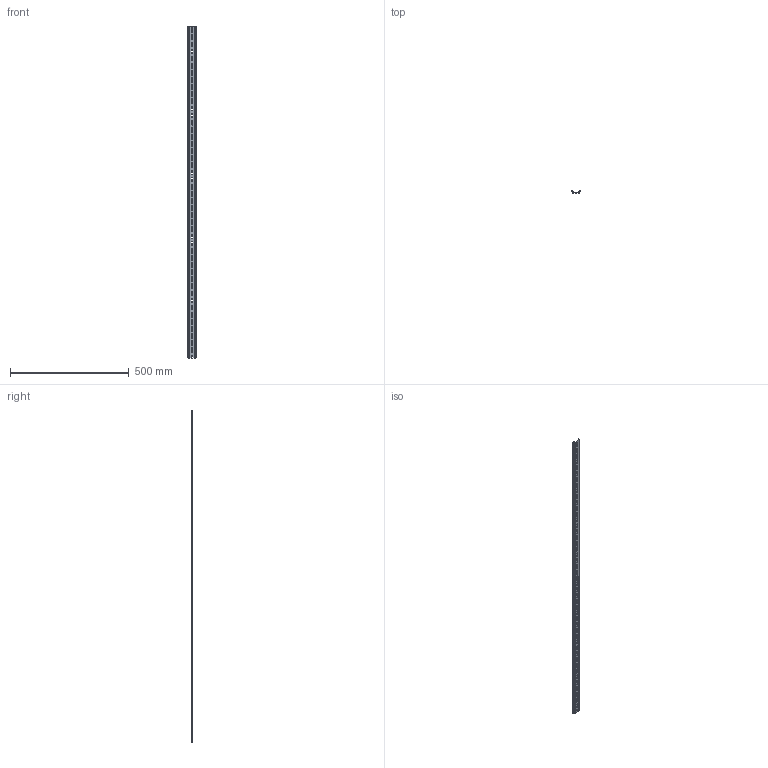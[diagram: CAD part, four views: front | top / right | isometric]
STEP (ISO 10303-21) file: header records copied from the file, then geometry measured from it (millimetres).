
FILE_DESCRIPTION (( 'STEP AP214' ), '1' );
FILE_NAME ('DNR-3-1,0-1400.STEP', '2023-11-30T07:53:22', ( '' ), ( '' ), 'SwSTEP 2.0', 'SolidWorks 2022', '' );
FILE_SCHEMA (( 'AUTOMOTIVE_DESIGN' ));
Length unit declared in the file: millimetre
Products named in the file (1): DNR-3-1,0-1400
Bounding box: 35 x 7.5 x 1400 mm (x, y, z)
Volume: 57955.1 mm3; surface area: 121004.5 mm2
Topology: 1 solids, 1 shells, 226 faces, 640 edges, 416 vertices
Faces by surface type: plane 125, cylinder 101
Entity records: 7559 total; most frequent: DIRECTION 1296, CARTESIAN_POINT 1283, ORIENTED_EDGE 1280, EDGE_CURVE 640, LINE 438, VECTOR 438, AXIS2_PLACEMENT_3D 429, VERTEX_POINT 416
